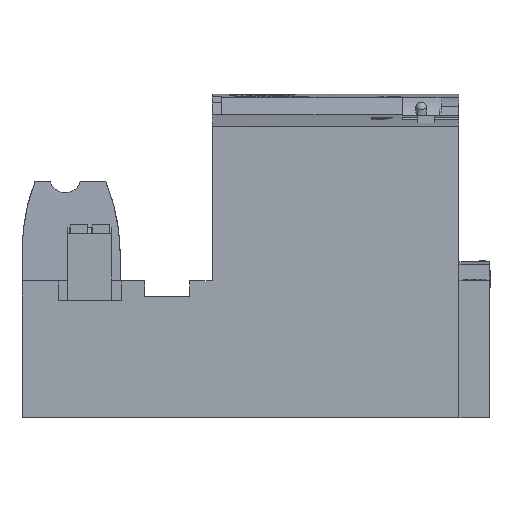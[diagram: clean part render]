
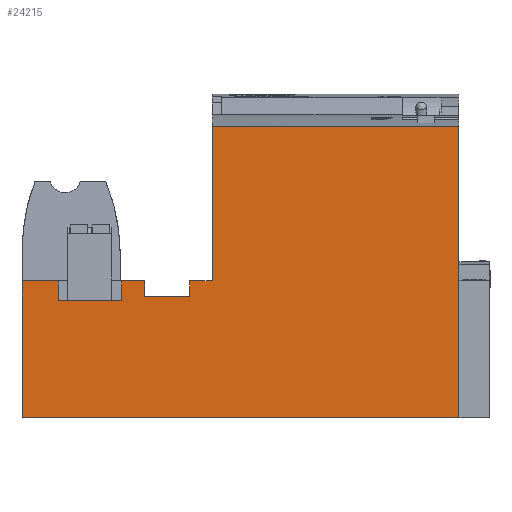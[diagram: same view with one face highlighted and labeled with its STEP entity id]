
A CAD part, front view. The second image highlights one B-rep face of the part: STEP entity #24215.
In plain terms, the highlighted planar face has unit normal (0, -1, 0).
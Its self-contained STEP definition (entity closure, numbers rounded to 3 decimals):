
#24215=ADVANCED_FACE('',(#31778),#28439,.T.);
#28439=PLANE('',#96310);
#31778=FACE_OUTER_BOUND('',#35831,.T.);
#35831=EDGE_LOOP('',(#41150,#41151,#41152,#41153,#41154,#41155,#41156,#41157,
#41158,#41159,#41160,#41161,#41162,#41163));
#41150=ORIENTED_EDGE('',*,*,#69719,.F.);
#41151=ORIENTED_EDGE('',*,*,#69720,.T.);
#41152=ORIENTED_EDGE('',*,*,#69721,.F.);
#41153=ORIENTED_EDGE('',*,*,#69722,.T.);
#41154=ORIENTED_EDGE('',*,*,#69723,.F.);
#41155=ORIENTED_EDGE('',*,*,#69724,.F.);
#41156=ORIENTED_EDGE('',*,*,#69725,.F.);
#41157=ORIENTED_EDGE('',*,*,#69726,.T.);
#41158=ORIENTED_EDGE('',*,*,#69727,.F.);
#41159=ORIENTED_EDGE('',*,*,#69728,.T.);
#41160=ORIENTED_EDGE('',*,*,#69729,.T.);
#41161=ORIENTED_EDGE('',*,*,#69685,.F.);
#41162=ORIENTED_EDGE('',*,*,#69730,.F.);
#41163=ORIENTED_EDGE('',*,*,#69731,.T.);
#62446=VERTEX_POINT('',#120219);
#62447=VERTEX_POINT('',#120221);
#62473=VERTEX_POINT('',#120291);
#62474=VERTEX_POINT('',#120292);
#62475=VERTEX_POINT('',#120294);
#62476=VERTEX_POINT('',#120296);
#62477=VERTEX_POINT('',#120298);
#62478=VERTEX_POINT('',#120300);
#62479=VERTEX_POINT('',#120302);
#62480=VERTEX_POINT('',#120304);
#62481=VERTEX_POINT('',#120306);
#62482=VERTEX_POINT('',#120308);
#62483=VERTEX_POINT('',#120310);
#62484=VERTEX_POINT('',#120313);
#69685=EDGE_CURVE('',#62446,#62447,#80365,.T.);
#69719=EDGE_CURVE('',#62473,#62474,#80394,.T.);
#69720=EDGE_CURVE('',#62473,#62475,#80395,.T.);
#69721=EDGE_CURVE('',#62476,#62475,#80396,.T.);
#69722=EDGE_CURVE('',#62476,#62477,#80397,.T.);
#69723=EDGE_CURVE('',#62478,#62477,#80398,.T.);
#69724=EDGE_CURVE('',#62479,#62478,#80399,.T.);
#69725=EDGE_CURVE('',#62480,#62479,#80400,.T.);
#69726=EDGE_CURVE('',#62480,#62481,#80401,.T.);
#69727=EDGE_CURVE('',#62482,#62481,#80402,.T.);
#69728=EDGE_CURVE('',#62482,#62483,#80403,.T.);
#69729=EDGE_CURVE('',#62483,#62447,#80404,.T.);
#69730=EDGE_CURVE('',#62484,#62446,#80405,.T.);
#69731=EDGE_CURVE('',#62484,#62474,#80406,.T.);
#80365=LINE('',#120220,#88265);
#80394=LINE('',#120290,#88294);
#80395=LINE('',#120293,#88295);
#80396=LINE('',#120295,#88296);
#80397=LINE('',#120297,#88297);
#80398=LINE('',#120299,#88298);
#80399=LINE('',#120301,#88299);
#80400=LINE('',#120303,#88300);
#80401=LINE('',#120305,#88301);
#80402=LINE('',#120307,#88302);
#80403=LINE('',#120309,#88303);
#80404=LINE('',#120311,#88304);
#80405=LINE('',#120312,#88305);
#80406=LINE('',#120314,#88306);
#88265=VECTOR('',#101619,1.);
#88294=VECTOR('',#101670,1.);
#88295=VECTOR('',#101671,1.);
#88296=VECTOR('',#101672,1.);
#88297=VECTOR('',#101673,1.);
#88298=VECTOR('',#101674,1.);
#88299=VECTOR('',#101675,1.);
#88300=VECTOR('',#101676,1.);
#88301=VECTOR('',#101677,1.);
#88302=VECTOR('',#101678,1.);
#88303=VECTOR('',#101679,1.);
#88304=VECTOR('',#101680,1.);
#88305=VECTOR('',#101681,1.);
#88306=VECTOR('',#101682,1.);
#96310=AXIS2_PLACEMENT_3D('',#120315,#101683,#101684);
#101619=DIRECTION('',(0.,0.,-1.));
#101670=DIRECTION('',(1.,0.,0.));
#101671=DIRECTION('',(0.,0.,-1.));
#101672=DIRECTION('',(1.,0.,0.));
#101673=DIRECTION('',(0.,0.,1.));
#101674=DIRECTION('',(1.,0.,0.));
#101675=DIRECTION('',(0.,0.,1.));
#101676=DIRECTION('',(1.,0.,0.));
#101677=DIRECTION('',(0.,0.,1.));
#101678=DIRECTION('',(1.,0.,0.));
#101679=DIRECTION('',(0.,0.,-1.));
#101680=DIRECTION('',(1.,0.,0.));
#101681=DIRECTION('',(1.,0.,0.));
#101682=DIRECTION('',(0.,0.,-1.));
#101683=DIRECTION('',(0.,-1.,0.));
#101684=DIRECTION('',(0.,0.,-1.));
#120219=CARTESIAN_POINT('',(0.,-76.6,59.596));
#120220=CARTESIAN_POINT('',(0.,-76.6,12.2));
#120221=CARTESIAN_POINT('',(0.,-76.6,-7.));
#120290=CARTESIAN_POINT('',(-81.,-76.6,24.3));
#120291=CARTESIAN_POINT('',(-61.6,-76.6,24.3));
#120292=CARTESIAN_POINT('',(-56.499,-76.6,24.3));
#120293=CARTESIAN_POINT('',(-61.6,-76.6,12.2));
#120294=CARTESIAN_POINT('',(-61.6,-76.6,20.8));
#120295=CARTESIAN_POINT('',(-100.,-76.6,20.8));
#120296=CARTESIAN_POINT('',(-71.9,-76.6,20.8));
#120297=CARTESIAN_POINT('',(-71.9,-76.6,12.2));
#120298=CARTESIAN_POINT('',(-71.9,-76.6,24.3));
#120299=CARTESIAN_POINT('',(-81.,-76.6,24.3));
#120300=CARTESIAN_POINT('',(-77.2,-76.6,24.3));
#120301=CARTESIAN_POINT('',(-77.2,-76.6,19.8));
#120302=CARTESIAN_POINT('',(-77.2,-76.6,19.8));
#120303=CARTESIAN_POINT('',(-91.75,-76.6,19.8));
#120304=CARTESIAN_POINT('',(-91.75,-76.6,19.8));
#120305=CARTESIAN_POINT('',(-91.75,-76.6,19.8));
#120306=CARTESIAN_POINT('',(-91.75,-76.6,24.3));
#120307=CARTESIAN_POINT('',(-81.,-76.6,24.3));
#120308=CARTESIAN_POINT('',(-100.,-76.6,24.3));
#120309=CARTESIAN_POINT('',(-100.,-76.6,12.2));
#120310=CARTESIAN_POINT('',(-100.,-76.6,-7.));
#120311=CARTESIAN_POINT('',(-100.,-76.6,-7.));
#120312=CARTESIAN_POINT('',(-56.499,-76.6,59.596));
#120313=CARTESIAN_POINT('',(-56.499,-76.6,59.596));
#120314=CARTESIAN_POINT('',(-56.499,-76.6,59.596));
#120315=CARTESIAN_POINT('',(-100.,-76.6,12.2));
